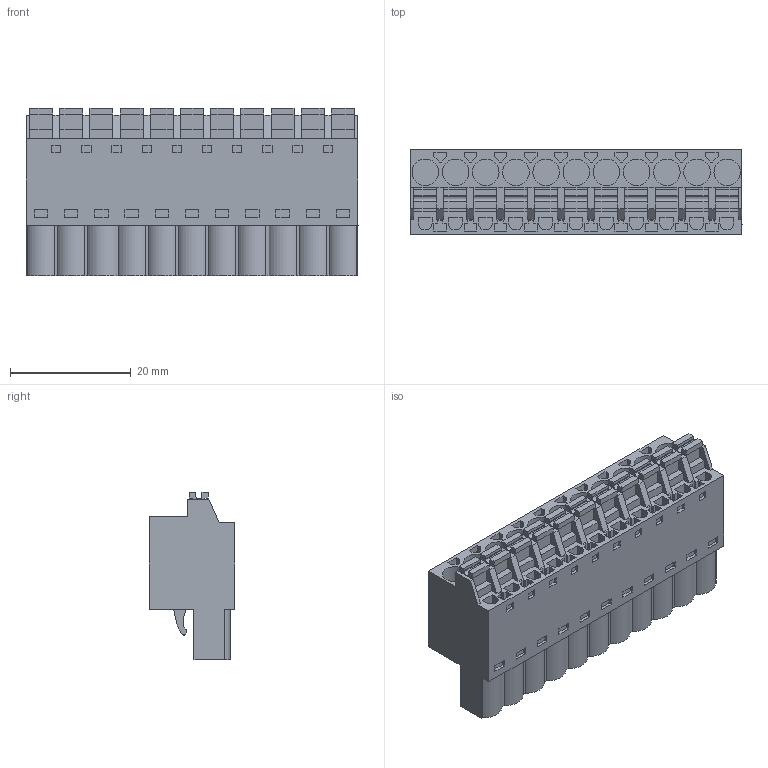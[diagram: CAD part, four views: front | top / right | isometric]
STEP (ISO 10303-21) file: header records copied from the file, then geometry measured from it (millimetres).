
FILE_DESCRIPTION(('CATIA V5 STEP Exchange','CAx-IF Rec.Pracs.--- Model Styling and Organization---1.2---2011-12-15'),'2;1');
FILE_NAME ('D1446754_0_1017770000_1017770000.stp','2017-04-27T12:02:57+00:00',('none'),('Weidmueller'),'CATIA Version 5-6 Release 2014','CATIA V5 STEP AP214','none');
FILE_SCHEMA(('AUTOMOTIVE_DESIGN { 1 0 10303 214 1 1 1 1 }'));
Length unit declared in the file: millimetre
Products named in the file (1): 1017770000
Bounding box: 55 x 14.2 x 27.73 mm (x, y, z)
Volume: 13791.9 mm3; surface area: 7452.7 mm2
Topology: 12 solids, 12 shells, 917 faces, 2670 edges, 1864 vertices
Faces by surface type: plane 832, cylinder 81, extrusion 4
Entity records: 29594 total; most frequent: CARTESIAN_POINT 5410, ORIENTED_EDGE 5340, DIRECTION 3837, EDGE_CURVE 2670, VECTOR 2483, LINE 2479, VERTEX_POINT 1864, EDGE_LOOP 1024
